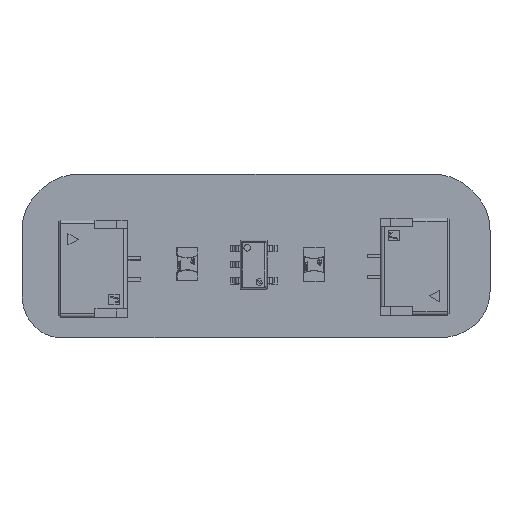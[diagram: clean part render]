
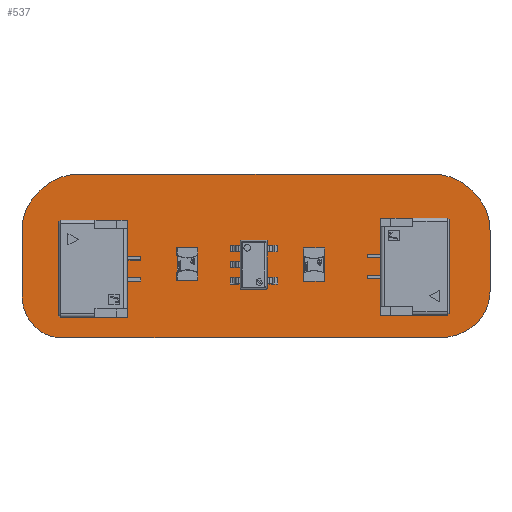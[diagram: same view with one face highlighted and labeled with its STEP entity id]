
A CAD part, top view. The second image highlights one B-rep face of the part: STEP entity #537.
In plain terms, the highlighted planar face has unit normal (0, 0, 1).
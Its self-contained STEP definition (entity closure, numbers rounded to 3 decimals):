
#72 = VERTEX_POINT('',#73);
#73 = CARTESIAN_POINT('',(0.,2.475,0.411));
#79 = EDGE_CURVE('',#72,#80,#82,.T.);
#80 = VERTEX_POINT('',#81);
#81 = CARTESIAN_POINT('',(0.762,0.635,0.411));
#82 = CIRCLE('',#83,2.601);
#83 = AXIS2_PLACEMENT_3D('',#84,#85,#86);
#84 = CARTESIAN_POINT('',(2.601,2.474,0.411));
#85 = DIRECTION('',(0.,0.,1.));
#86 = DIRECTION('',(-1.,0.,0.));
#112 = EDGE_CURVE('',#80,#113,#115,.T.);
#113 = VERTEX_POINT('',#114);
#114 = CARTESIAN_POINT('',(2.295,0.,0.411));
#115 = CIRCLE('',#116,2.166);
#116 = AXIS2_PLACEMENT_3D('',#117,#118,#119);
#117 = CARTESIAN_POINT('',(2.294,2.166,0.411));
#118 = DIRECTION('',(0.,0.,1.));
#119 = DIRECTION('',(-0.707,-0.707,0.));
#145 = EDGE_CURVE('',#113,#146,#148,.T.);
#146 = VERTEX_POINT('',#147);
#147 = CARTESIAN_POINT('',(24.765,0.,0.411));
#148 = LINE('',#149,#150);
#149 = CARTESIAN_POINT('',(2.295,0.,0.411));
#150 = VECTOR('',#151,1.);
#151 = DIRECTION('',(1.,0.,0.));
#176 = EDGE_CURVE('',#146,#177,#179,.T.);
#177 = VERTEX_POINT('',#178);
#178 = CARTESIAN_POINT('',(26.933,0.898,0.411));
#179 = CIRCLE('',#180,3.063);
#180 = AXIS2_PLACEMENT_3D('',#181,#182,#183);
#181 = CARTESIAN_POINT('',(24.766,3.063,0.411));
#182 = DIRECTION('',(0.,0.,1.));
#183 = DIRECTION('',(0.,-1.,0.));
#209 = EDGE_CURVE('',#177,#210,#212,.T.);
#210 = VERTEX_POINT('',#211);
#211 = CARTESIAN_POINT('',(27.686,2.716,0.411));
#212 = CIRCLE('',#213,2.574);
#213 = AXIS2_PLACEMENT_3D('',#214,#215,#216);
#214 = CARTESIAN_POINT('',(25.112,2.717,0.411));
#215 = DIRECTION('',(0.,0.,1.));
#216 = DIRECTION('',(0.707,-0.707,0.));
#242 = EDGE_CURVE('',#210,#243,#245,.T.);
#243 = VERTEX_POINT('',#244);
#244 = CARTESIAN_POINT('',(27.686,6.35,0.411));
#245 = LINE('',#246,#247);
#246 = CARTESIAN_POINT('',(27.686,2.716,0.411));
#247 = VECTOR('',#248,1.);
#248 = DIRECTION('',(0.,1.,0.));
#273 = EDGE_CURVE('',#243,#274,#276,.T.);
#274 = VERTEX_POINT('',#275);
#275 = CARTESIAN_POINT('',(26.788,8.518,0.411));
#276 = CIRCLE('',#277,3.063);
#277 = AXIS2_PLACEMENT_3D('',#278,#279,#280);
#278 = CARTESIAN_POINT('',(24.623,6.351,0.411));
#279 = DIRECTION('',(0.,0.,1.));
#280 = DIRECTION('',(1.,0.,0.));
#306 = EDGE_CURVE('',#274,#307,#309,.T.);
#307 = VERTEX_POINT('',#308);
#308 = CARTESIAN_POINT('',(26.552,8.754,0.411));
#309 = LINE('',#310,#311);
#310 = CARTESIAN_POINT('',(26.788,8.518,0.411));
#311 = VECTOR('',#312,1.);
#312 = DIRECTION('',(-0.707,0.707,0.));
#337 = EDGE_CURVE('',#307,#338,#340,.T.);
#338 = VERTEX_POINT('',#339);
#339 = CARTESIAN_POINT('',(24.384,9.652,0.411));
#340 = CIRCLE('',#341,3.063);
#341 = AXIS2_PLACEMENT_3D('',#342,#343,#344);
#342 = CARTESIAN_POINT('',(24.385,6.589,0.411));
#343 = DIRECTION('',(0.,0.,1.));
#344 = DIRECTION('',(0.707,0.707,-0.));
#370 = EDGE_CURVE('',#338,#371,#373,.T.);
#371 = VERTEX_POINT('',#372);
#372 = CARTESIAN_POINT('',(3.302,9.652,0.411));
#373 = LINE('',#374,#375);
#374 = CARTESIAN_POINT('',(24.384,9.652,0.411));
#375 = VECTOR('',#376,1.);
#376 = DIRECTION('',(-1.,0.,0.));
#401 = EDGE_CURVE('',#371,#402,#404,.T.);
#402 = VERTEX_POINT('',#403);
#403 = CARTESIAN_POINT('',(1.134,8.754,0.411));
#404 = CIRCLE('',#405,3.063);
#405 = AXIS2_PLACEMENT_3D('',#406,#407,#408);
#406 = CARTESIAN_POINT('',(3.301,6.589,0.411));
#407 = DIRECTION('',(0.,0.,1.));
#408 = DIRECTION('',(0.,1.,-0.));
#434 = EDGE_CURVE('',#402,#435,#437,.T.);
#435 = VERTEX_POINT('',#436);
#436 = CARTESIAN_POINT('',(0.898,8.518,0.411));
#437 = LINE('',#438,#439);
#438 = CARTESIAN_POINT('',(1.134,8.754,0.411));
#439 = VECTOR('',#440,1.);
#440 = DIRECTION('',(-0.707,-0.707,0.));
#465 = EDGE_CURVE('',#435,#466,#468,.T.);
#466 = VERTEX_POINT('',#467);
#467 = CARTESIAN_POINT('',(0.,6.35,0.411));
#468 = CIRCLE('',#469,3.063);
#469 = AXIS2_PLACEMENT_3D('',#470,#471,#472);
#470 = CARTESIAN_POINT('',(3.063,6.351,0.411));
#471 = DIRECTION('',(0.,0.,1.));
#472 = DIRECTION('',(-0.707,0.707,0.));
#498 = EDGE_CURVE('',#466,#72,#499,.T.);
#499 = LINE('',#500,#501);
#500 = CARTESIAN_POINT('',(0.,6.35,0.411));
#501 = VECTOR('',#502,1.);
#502 = DIRECTION('',(0.,-1.,0.));
#537 = ADVANCED_FACE('',(#538),#554,.T.);
#538 = FACE_BOUND('',#539,.T.);
#539 = EDGE_LOOP('',(#540,#541,#542,#543,#544,#545,#546,#547,#548,#549,
    #550,#551,#552,#553));
#540 = ORIENTED_EDGE('',*,*,#79,.T.);
#541 = ORIENTED_EDGE('',*,*,#112,.T.);
#542 = ORIENTED_EDGE('',*,*,#145,.T.);
#543 = ORIENTED_EDGE('',*,*,#176,.T.);
#544 = ORIENTED_EDGE('',*,*,#209,.T.);
#545 = ORIENTED_EDGE('',*,*,#242,.T.);
#546 = ORIENTED_EDGE('',*,*,#273,.T.);
#547 = ORIENTED_EDGE('',*,*,#306,.T.);
#548 = ORIENTED_EDGE('',*,*,#337,.T.);
#549 = ORIENTED_EDGE('',*,*,#370,.T.);
#550 = ORIENTED_EDGE('',*,*,#401,.T.);
#551 = ORIENTED_EDGE('',*,*,#434,.T.);
#552 = ORIENTED_EDGE('',*,*,#465,.T.);
#553 = ORIENTED_EDGE('',*,*,#498,.T.);
#554 = PLANE('',#555);
#555 = AXIS2_PLACEMENT_3D('',#556,#557,#558);
#556 = CARTESIAN_POINT('',(13.804,4.769,0.411));
#557 = DIRECTION('',(0.,0.,1.));
#558 = DIRECTION('',(1.,0.,-0.));
